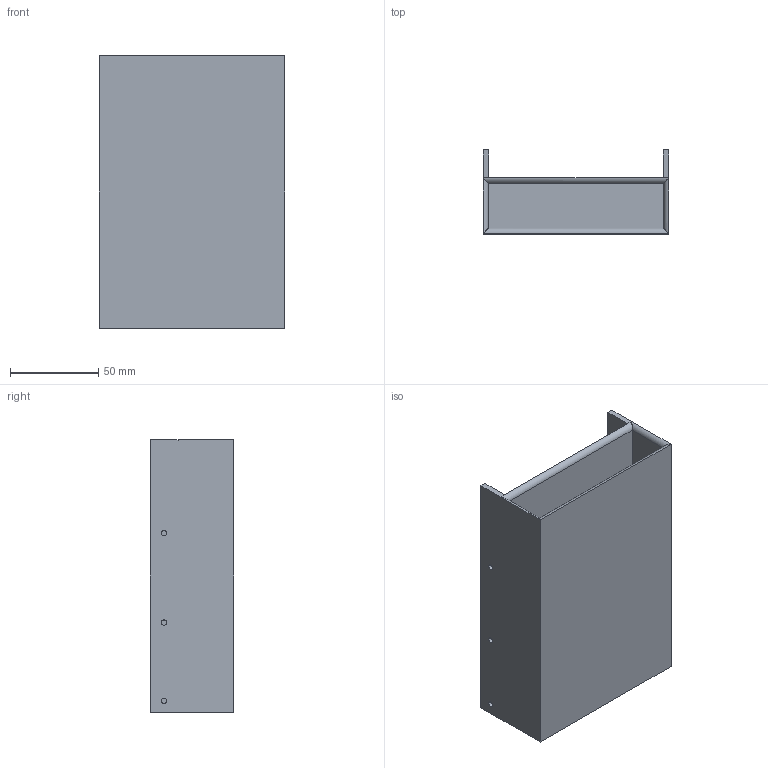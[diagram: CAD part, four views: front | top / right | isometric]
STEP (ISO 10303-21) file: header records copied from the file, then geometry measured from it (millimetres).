
FILE_DESCRIPTION(/* description */ (''),/* implementation_level */ '2;1');
FILE_NAME(/* name */ 'slotclaw.stp',/* time_stamp */ '2024-08-02T00:18:00-04:00',/* author */ ('Preston'),/* organization */ (''),/* preprocessor_version */ 'ST-DEVELOPER v19.2',/* originating_system */ 'Autodesk Inventor 2024',/* authorisation */ '');
FILE_SCHEMA (('AUTOMOTIVE_DESIGN { 1 0 10303 214 3 1 1 }'));
Length unit declared in the file: inch
Products named in the file (1): slotclaw
Bounding box: 105.16 x 47.62 x 154.5 mm (x, y, z)
Volume: 147350.3 mm3; surface area: 96602.6 mm2
Topology: 1 solids, 1 shells, 23 faces, 67 edges, 57 vertices
Faces by surface type: plane 16, cylinder 7
Full cylindrical faces by diameter (mm): 3.048 x3
Entity records: 843 total; most frequent: CARTESIAN_POINT 206, ORIENTED_EDGE 114, DIRECTION 111, EDGE_CURVE 57, LINE 43, VECTOR 43, VERTEX_POINT 36, AXIS2_PLACEMENT_3D 34
